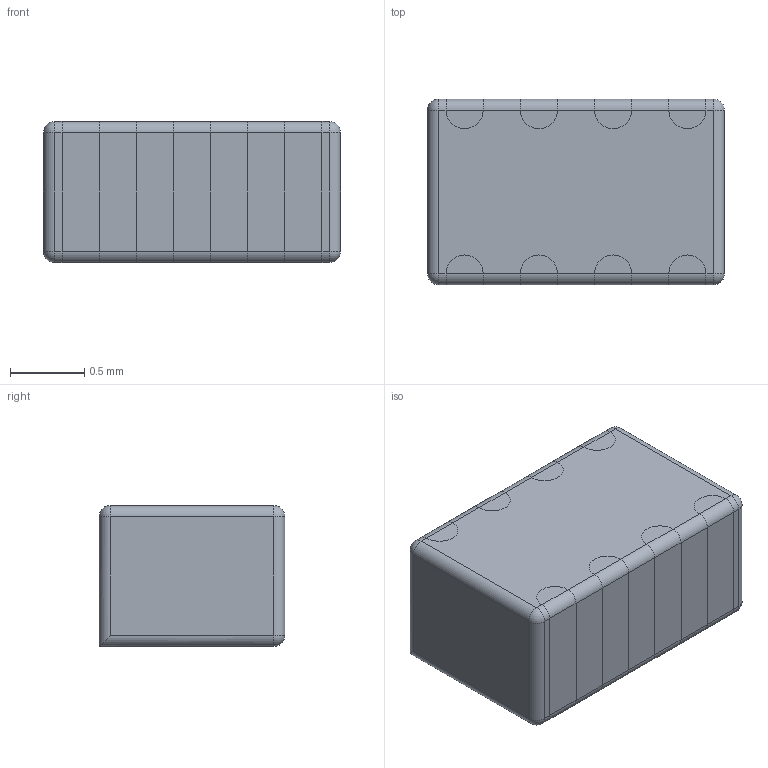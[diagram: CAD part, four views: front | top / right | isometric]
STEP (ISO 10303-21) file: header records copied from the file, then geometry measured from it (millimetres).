
FILE_DESCRIPTION((''),'2;1');
FILE_NAME('CAPC_TDK_CLLE1A.stp','2011-08-25T15:04:49',(''),(''),'Mechanical Desktop 2011','Mechanical Desktop 2011',', , ');
FILE_SCHEMA(('AUTOMOTIVE_DESIGN { 1 2 10303 214 1 1 1 1 }'));
Length unit declared in the file: millimetre
Products named in the file (1): Product
Bounding box: 2 x 1.25 x 0.95 mm (x, y, z)
Volume: 2.4 mm3; surface area: 18.8 mm2
Topology: 9 solids, 9 shells, 136 faces, 276 edges, 151 vertices
Faces by surface type: cylinder 51, plane 42, bspline 36, sphere 7
Entity records: 3578 total; most frequent: CARTESIAN_POINT 777, DIRECTION 588, ORIENTED_EDGE 538, EDGE_CURVE 269, AXIS2_PLACEMENT_3D 218, VECTOR 152, LINE 152, VERTEX_POINT 151
